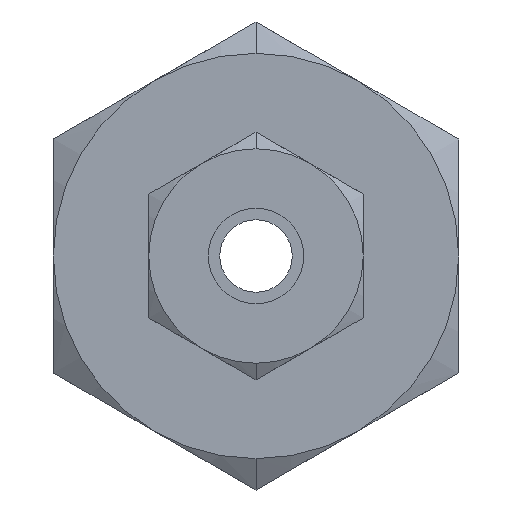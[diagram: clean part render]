
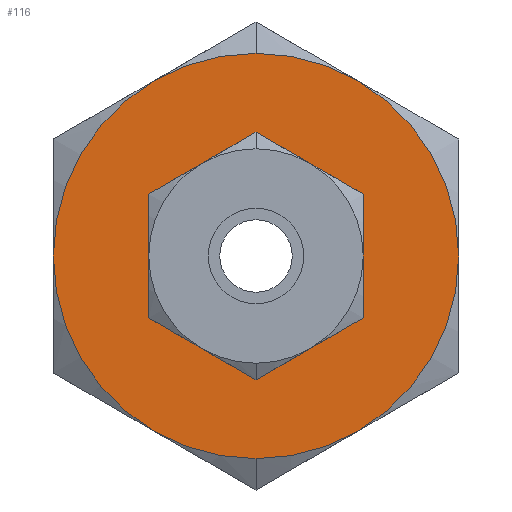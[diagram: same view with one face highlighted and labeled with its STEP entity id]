
A CAD part, left-side view. The second image highlights one B-rep face of the part: STEP entity #116.
In plain terms, the highlighted planar face has unit normal (-1, 0, 0).
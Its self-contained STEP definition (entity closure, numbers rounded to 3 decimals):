
#85 = ORIENTED_EDGE ( 'NONE', *, *, #8936, .T. ) ;
#116 = ADVANCED_FACE ( 'NONE', ( #7655, #7696 ), #6982, .F. ) ;
#225 = EDGE_CURVE ( 'NONE', #5507, #9090, #3265, .T. ) ;
#327 = CARTESIAN_POINT ( 'NONE',  ( 17.78, 6.745, 11.683 ) ) ;
#346 = DIRECTION ( 'NONE',  ( 1., 0., 0. ) ) ;
#390 = AXIS2_PLACEMENT_3D ( 'NONE', #6843, #346, #1049 ) ;
#439 = CARTESIAN_POINT ( 'NONE',  ( 17.78, 6.745, -11.683 ) ) ;
#478 = CIRCLE ( 'NONE', #8055, 13.49 ) ;
#643 = DIRECTION ( 'NONE',  ( 0., 0., 1. ) ) ;
#754 = VERTEX_POINT ( 'NONE', #8612 ) ;
#759 = DIRECTION ( 'NONE',  ( -1., 0., 0. ) ) ;
#767 = EDGE_CURVE ( 'NONE', #1008, #7460, #4548, .T. ) ;
#912 = VERTEX_POINT ( 'NONE', #3252 ) ;
#924 = AXIS2_PLACEMENT_3D ( 'NONE', #4156, #7014, #9218 ) ;
#940 = EDGE_CURVE ( 'NONE', #754, #1008, #2585, .T. ) ;
#1008 = VERTEX_POINT ( 'NONE', #5408 ) ;
#1049 = DIRECTION ( 'NONE',  ( 0., 1., 0. ) ) ;
#1106 = CARTESIAN_POINT ( 'NONE',  ( 17.78, 0., 0. ) ) ;
#1251 = CARTESIAN_POINT ( 'NONE',  ( 17.78, 0., -13.49 ) ) ;
#1525 = CIRCLE ( 'NONE', #2289, 13.49 ) ;
#1577 = CARTESIAN_POINT ( 'NONE',  ( 17.78, 0., 0. ) ) ;
#1695 = EDGE_LOOP ( 'NONE', ( #2715, #5134 ) ) ;
#1702 = EDGE_CURVE ( 'NONE', #1721, #912, #7099, .T. ) ;
#1721 = VERTEX_POINT ( 'NONE', #5400 ) ;
#1732 = DIRECTION ( 'NONE',  ( -1., 0., 0. ) ) ;
#1752 = EDGE_LOOP ( 'NONE', ( #2311, #3893, #9077, #7502, #1803, #85, #5714, #3882 ) ) ;
#1787 = DIRECTION ( 'NONE',  ( 0., 0.5, 0.866 ) ) ;
#1803 = ORIENTED_EDGE ( 'NONE', *, *, #8554, .T. ) ;
#2272 = CARTESIAN_POINT ( 'NONE',  ( 17.78, 13.49, 0. ) ) ;
#2284 = DIRECTION ( 'NONE',  ( 0., 0., -1. ) ) ;
#2289 = AXIS2_PLACEMENT_3D ( 'NONE', #2888, #5709, #5035 ) ;
#2311 = ORIENTED_EDGE ( 'NONE', *, *, #940, .T. ) ;
#2413 = DIRECTION ( 'NONE',  ( 0., 1., 0. ) ) ;
#2585 = CIRCLE ( 'NONE', #7898, 13.49 ) ;
#2634 = EDGE_CURVE ( 'NONE', #5527, #3467, #7301, .T. ) ;
#2715 = ORIENTED_EDGE ( 'NONE', *, *, #1702, .T. ) ;
#2732 = AXIS2_PLACEMENT_3D ( 'NONE', #6390, #9259, #643 ) ;
#2888 = CARTESIAN_POINT ( 'NONE',  ( 17.78, 0., 0. ) ) ;
#3038 = CARTESIAN_POINT ( 'NONE',  ( 17.78, -6.745, -11.683 ) ) ;
#3134 = DIRECTION ( 'NONE',  ( -1., 0., 0. ) ) ;
#3252 = CARTESIAN_POINT ( 'NONE',  ( 17.78, 0., 4.801 ) ) ;
#3255 = CARTESIAN_POINT ( 'NONE',  ( 17.78, 0., 0. ) ) ;
#3265 = CIRCLE ( 'NONE', #8111, 13.49 ) ;
#3271 = CARTESIAN_POINT ( 'NONE',  ( 17.78, -13.49, 0. ) ) ;
#3338 = AXIS2_PLACEMENT_3D ( 'NONE', #1577, #4577, #6810 ) ;
#3467 = VERTEX_POINT ( 'NONE', #3271 ) ;
#3486 = CIRCLE ( 'NONE', #3338, 4.801 ) ;
#3518 = AXIS2_PLACEMENT_3D ( 'NONE', #3255, #1732, #4681 ) ;
#3881 = EDGE_CURVE ( 'NONE', #912, #1721, #3486, .T. ) ;
#3882 = ORIENTED_EDGE ( 'NONE', *, *, #8163, .T. ) ;
#3893 = ORIENTED_EDGE ( 'NONE', *, *, #767, .T. ) ;
#4156 = CARTESIAN_POINT ( 'NONE',  ( 17.78, 0., 0. ) ) ;
#4548 = CIRCLE ( 'NONE', #2732, 13.49 ) ;
#4577 = DIRECTION ( 'NONE',  ( 1., 0., 0. ) ) ;
#4681 = DIRECTION ( 'NONE',  ( 0., -0.5, -0.866 ) ) ;
#4776 = DIRECTION ( 'NONE',  ( 0., -0.5, 0.866 ) ) ;
#4858 = DIRECTION ( 'NONE',  ( 1., 0., 0. ) ) ;
#5029 = AXIS2_PLACEMENT_3D ( 'NONE', #5419, #8301, #1787 ) ;
#5035 = DIRECTION ( 'NONE',  ( 0., -1., 0. ) ) ;
#5134 = ORIENTED_EDGE ( 'NONE', *, *, #3881, .T. ) ;
#5148 = CARTESIAN_POINT ( 'NONE',  ( 17.78, 0., 0. ) ) ;
#5343 = CIRCLE ( 'NONE', #5029, 13.49 ) ;
#5400 = CARTESIAN_POINT ( 'NONE',  ( 17.78, 0., -4.801 ) ) ;
#5408 = CARTESIAN_POINT ( 'NONE',  ( 17.78, 0., 13.49 ) ) ;
#5419 = CARTESIAN_POINT ( 'NONE',  ( 17.78, 0., 0. ) ) ;
#5507 = VERTEX_POINT ( 'NONE', #2272 ) ;
#5527 = VERTEX_POINT ( 'NONE', #3038 ) ;
#5709 = DIRECTION ( 'NONE',  ( -1., 0., 0. ) ) ;
#5714 = ORIENTED_EDGE ( 'NONE', *, *, #2634, .T. ) ;
#6198 = DIRECTION ( 'NONE',  ( 0., 0., -1. ) ) ;
#6390 = CARTESIAN_POINT ( 'NONE',  ( 17.78, 0., 0. ) ) ;
#6731 = CARTESIAN_POINT ( 'NONE',  ( 17.78, 0., 0. ) ) ;
#6810 = DIRECTION ( 'NONE',  ( 0., 0., 1. ) ) ;
#6843 = CARTESIAN_POINT ( 'NONE',  ( 17.78, 0., 0. ) ) ;
#6950 = AXIS2_PLACEMENT_3D ( 'NONE', #1106, #4858, #6198 ) ;
#6982 = PLANE ( 'NONE',  #390 ) ;
#7014 = DIRECTION ( 'NONE',  ( -1., 0., 0. ) ) ;
#7099 = CIRCLE ( 'NONE', #6950, 4.801 ) ;
#7301 = CIRCLE ( 'NONE', #3518, 13.49 ) ;
#7460 = VERTEX_POINT ( 'NONE', #327 ) ;
#7502 = ORIENTED_EDGE ( 'NONE', *, *, #225, .T. ) ;
#7525 = CARTESIAN_POINT ( 'NONE',  ( 17.78, 0., 0. ) ) ;
#7655 = FACE_BOUND ( 'NONE', #1695, .T. ) ;
#7696 = FACE_OUTER_BOUND ( 'NONE', #1752, .T. ) ;
#7716 = DIRECTION ( 'NONE',  ( -1., 0., 0. ) ) ;
#7898 = AXIS2_PLACEMENT_3D ( 'NONE', #7525, #7716, #4776 ) ;
#8055 = AXIS2_PLACEMENT_3D ( 'NONE', #5148, #759, #2284 ) ;
#8111 = AXIS2_PLACEMENT_3D ( 'NONE', #6731, #3134, #2413 ) ;
#8163 = EDGE_CURVE ( 'NONE', #3467, #754, #1525, .T. ) ;
#8212 = CIRCLE ( 'NONE', #924, 13.49 ) ;
#8301 = DIRECTION ( 'NONE',  ( -1., 0., 0. ) ) ;
#8514 = EDGE_CURVE ( 'NONE', #7460, #5507, #5343, .T. ) ;
#8554 = EDGE_CURVE ( 'NONE', #9090, #8688, #8212, .T. ) ;
#8612 = CARTESIAN_POINT ( 'NONE',  ( 17.78, -6.745, 11.683 ) ) ;
#8688 = VERTEX_POINT ( 'NONE', #1251 ) ;
#8936 = EDGE_CURVE ( 'NONE', #8688, #5527, #478, .T. ) ;
#9077 = ORIENTED_EDGE ( 'NONE', *, *, #8514, .T. ) ;
#9090 = VERTEX_POINT ( 'NONE', #439 ) ;
#9218 = DIRECTION ( 'NONE',  ( 0., 0.5, -0.866 ) ) ;
#9259 = DIRECTION ( 'NONE',  ( -1., 0., 0. ) ) ;
